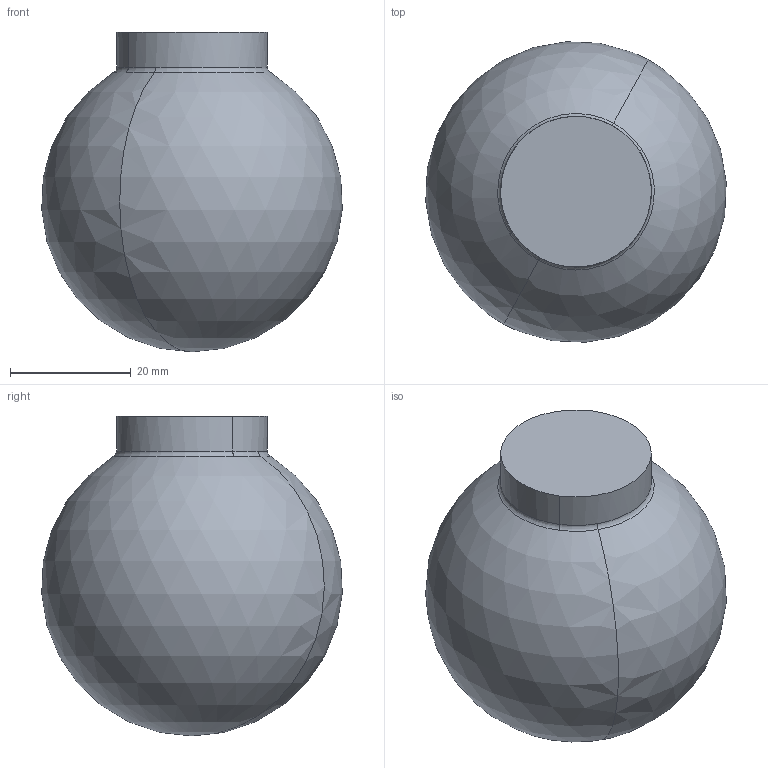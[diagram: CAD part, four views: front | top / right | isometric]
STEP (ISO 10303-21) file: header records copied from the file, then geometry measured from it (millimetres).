
FILE_DESCRIPTION(('CATIA V5 STEP Exchange'),'2;1');
FILE_NAME('leveling_ball.stp','2023-02-17T14:35:46+00:00',('none'),('none'),'CATIA Version 5 Release 20 GA (IN-10)','CATIA V5 STEP AP203','none');
FILE_SCHEMA(('CONFIG_CONTROL_DESIGN'));
Length unit declared in the file: millimetre
Products named in the file (1): leveling_ball
Bounding box: 49.83 x 49.83 x 53 mm (x, y, z)
Volume: 67728.9 mm3; surface area: 8309.5 mm2
Topology: 1 solids, 1 shells, 9 faces, 20 edges, 11 vertices
Faces by surface type: torus 4, cylinder 2, sphere 2, plane 1
Entity records: 264 total; most frequent: CARTESIAN_POINT 38, ORIENTED_EDGE 36, DIRECTION 34, AXIS2_PLACEMENT_3D 25, EDGE_CURVE 18, CIRCLE 16, VERTEX_POINT 11, ADVANCED_FACE 9
